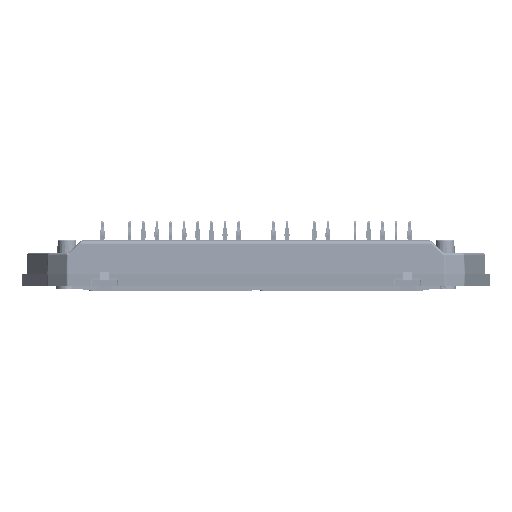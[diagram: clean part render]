
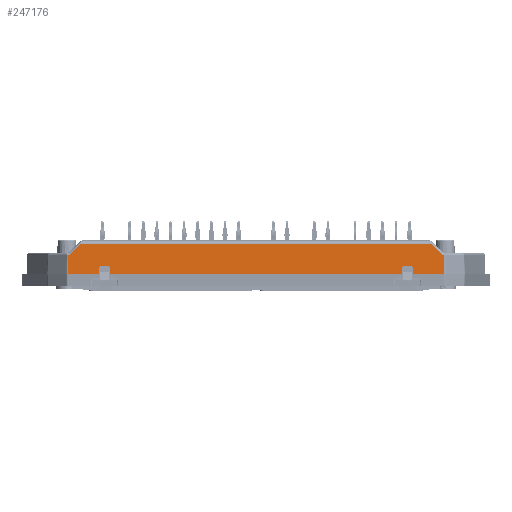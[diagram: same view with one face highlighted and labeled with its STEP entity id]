
A CAD part, front view. The second image highlights one B-rep face of the part: STEP entity #247176.
In plain terms, the highlighted planar face has unit normal (0, -0.999, 0.035).
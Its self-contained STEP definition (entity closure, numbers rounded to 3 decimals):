
#13727=PLANE('',#259508);
#22888=LINE('',#336718,#37819);
#22893=LINE('',#336732,#37824);
#22896=LINE('',#336742,#37827);
#22899=LINE('',#336747,#37830);
#22901=LINE('',#336750,#37832);
#22902=LINE('',#336774,#37833);
#23727=LINE('',#354069,#38658);
#23728=LINE('',#354071,#38659);
#23729=LINE('',#354075,#38660);
#23730=LINE('',#354079,#38661);
#23731=LINE('',#354081,#38662);
#23732=LINE('',#354083,#38663);
#23733=LINE('',#354087,#38664);
#23734=LINE('',#354089,#38665);
#37819=VECTOR('',#284381,1000.);
#37824=VECTOR('',#284394,1000.);
#37827=VECTOR('',#284405,1000.);
#37830=VECTOR('',#284410,1000.);
#37832=VECTOR('',#284414,1000.);
#37833=VECTOR('',#284423,1000.);
#38658=VECTOR('',#286858,1000.);
#38659=VECTOR('',#286861,1000.);
#38660=VECTOR('',#286864,1000.);
#38661=VECTOR('',#286867,1000.);
#38662=VECTOR('',#286868,1000.);
#38663=VECTOR('',#286869,1000.);
#38664=VECTOR('',#286872,1000.);
#38665=VECTOR('',#286873,1000.);
#68999=ORIENTED_EDGE('',*,*,#111574,.F.);
#69000=ORIENTED_EDGE('',*,*,#111575,.T.);
#69001=ORIENTED_EDGE('',*,*,#111576,.T.);
#69002=ORIENTED_EDGE('',*,*,#111577,.T.);
#69003=ORIENTED_EDGE('',*,*,#111578,.T.);
#69004=ORIENTED_EDGE('',*,*,#111579,.T.);
#69005=ORIENTED_EDGE('',*,*,#111580,.T.);
#69006=ORIENTED_EDGE('',*,*,#111581,.F.);
#69007=ORIENTED_EDGE('',*,*,#111582,.F.);
#69008=ORIENTED_EDGE('',*,*,#111583,.T.);
#69009=ORIENTED_EDGE('',*,*,#111584,.F.);
#69010=ORIENTED_EDGE('',*,*,#108553,.F.);
#69011=ORIENTED_EDGE('',*,*,#108550,.T.);
#69012=ORIENTED_EDGE('',*,*,#108548,.T.);
#69013=ORIENTED_EDGE('',*,*,#108546,.F.);
#69014=ORIENTED_EDGE('',*,*,#108543,.F.);
#69015=ORIENTED_EDGE('',*,*,#108541,.F.);
#69016=ORIENTED_EDGE('',*,*,#108538,.F.);
#69017=ORIENTED_EDGE('',*,*,#108535,.F.);
#69018=ORIENTED_EDGE('',*,*,#108531,.F.);
#108531=EDGE_CURVE('',#131312,#131313,#22888,.F.);
#108535=EDGE_CURVE('',#131313,#131316,#142266,.F.);
#108538=EDGE_CURVE('',#131316,#131318,#22893,.F.);
#108541=EDGE_CURVE('',#131318,#131320,#142268,.F.);
#108543=EDGE_CURVE('',#131320,#131321,#22896,.F.);
#108546=EDGE_CURVE('',#131321,#131287,#22899,.T.);
#108548=EDGE_CURVE('',#131322,#131287,#22901,.F.);
#108550=EDGE_CURVE('',#131323,#131322,#142269,.T.);
#108553=EDGE_CURVE('',#131323,#131324,#22902,.F.);
#111574=EDGE_CURVE('',#132923,#131312,#23727,.T.);
#111575=EDGE_CURVE('',#132923,#132924,#23728,.F.);
#111576=EDGE_CURVE('',#132924,#132925,#142300,.F.);
#111577=EDGE_CURVE('',#132925,#132926,#23729,.F.);
#111578=EDGE_CURVE('',#132926,#132927,#142301,.F.);
#111579=EDGE_CURVE('',#132927,#132928,#23730,.F.);
#111580=EDGE_CURVE('',#132928,#132929,#23731,.T.);
#111581=EDGE_CURVE('',#132930,#132929,#23732,.F.);
#111582=EDGE_CURVE('',#132931,#132930,#142302,.T.);
#111583=EDGE_CURVE('',#132931,#132932,#23733,.F.);
#111584=EDGE_CURVE('',#131324,#132932,#23734,.F.);
#131287=VERTEX_POINT('',#336582);
#131312=VERTEX_POINT('',#336717);
#131313=VERTEX_POINT('',#336719);
#131316=VERTEX_POINT('',#336727);
#131318=VERTEX_POINT('',#336733);
#131320=VERTEX_POINT('',#336739);
#131321=VERTEX_POINT('',#336743);
#131322=VERTEX_POINT('',#336751);
#131323=VERTEX_POINT('',#336769);
#131324=VERTEX_POINT('',#336773);
#132923=VERTEX_POINT('',#354068);
#132924=VERTEX_POINT('',#354072);
#132925=VERTEX_POINT('',#354074);
#132926=VERTEX_POINT('',#354076);
#132927=VERTEX_POINT('',#354078);
#132928=VERTEX_POINT('',#354080);
#132929=VERTEX_POINT('',#354082);
#132930=VERTEX_POINT('',#354084);
#132931=VERTEX_POINT('',#354086);
#132932=VERTEX_POINT('',#354088);
#142266=ELLIPSE('',#258691,0.3,0.3);
#142268=ELLIPSE('',#258695,0.3,0.3);
#142269=ELLIPSE('',#258699,1.001,1.);
#142300=ELLIPSE('',#259509,0.3,0.3);
#142301=ELLIPSE('',#259510,0.3,0.3);
#142302=ELLIPSE('',#259511,1.001,1.);
#148431=EDGE_LOOP('',(#68999,#69000,#69001,#69002,#69003,#69004,#69005,
#69006,#69007,#69008,#69009,#69010,#69011,#69012,#69013,#69014,#69015,#69016,
#69017,#69018));
#159712=FACE_BOUND('',#148431,.T.);
#247176=ADVANCED_FACE('',(#159712),#13727,.T.);
#258691=AXIS2_PLACEMENT_3D('',#336726,#284388,#284389);
#258695=AXIS2_PLACEMENT_3D('',#336738,#284400,#284401);
#258699=AXIS2_PLACEMENT_3D('',#336768,#284415,#284416);
#259508=AXIS2_PLACEMENT_3D('',#354070,#286859,#286860);
#259509=AXIS2_PLACEMENT_3D('',#354073,#286862,#286863);
#259510=AXIS2_PLACEMENT_3D('',#354077,#286865,#286866);
#259511=AXIS2_PLACEMENT_3D('',#354085,#286870,#286871);
#284381=DIRECTION('',(0.,-0.035,-0.999));
#284388=DIRECTION('',(0.,0.999,-0.035));
#284389=DIRECTION('',(0.,0.035,0.999));
#284394=DIRECTION('',(1.,0.,0.));
#284400=DIRECTION('',(0.,0.999,-0.035));
#284401=DIRECTION('',(0.,0.035,0.999));
#284405=DIRECTION('',(0.,0.035,0.999));
#284410=DIRECTION('',(-1.,0.,0.));
#284414=DIRECTION('',(0.014,0.035,0.999));
#284415=DIRECTION('',(0.,0.999,-0.035));
#284416=DIRECTION('',(0.,0.035,0.999));
#284423=DIRECTION('',(-0.723,-0.024,-0.691));
#286858=DIRECTION('',(-1.,0.,0.));
#286859=DIRECTION('',(0.,-0.999,0.035));
#286860=DIRECTION('',(0.,0.035,0.999));
#286861=DIRECTION('',(0.,-0.035,-0.999));
#286862=DIRECTION('',(0.,-0.999,0.035));
#286863=DIRECTION('',(0.,0.035,0.999));
#286864=DIRECTION('',(-1.,0.,0.));
#286865=DIRECTION('',(0.,-0.999,0.035));
#286866=DIRECTION('',(0.,0.035,0.999));
#286867=DIRECTION('',(0.,0.035,0.999));
#286868=DIRECTION('',(1.,0.,0.));
#286869=DIRECTION('',(-0.014,0.035,0.999));
#286870=DIRECTION('',(0.,-0.999,0.035));
#286871=DIRECTION('',(0.,0.035,0.999));
#286872=DIRECTION('',(0.723,-0.024,-0.691));
#286873=DIRECTION('',(-1.,0.,0.));
#336582=CARTESIAN_POINT('',(-44.2,-31.,3.515));
#336717=CARTESIAN_POINT('',(-34.326,-31.,3.515));
#336718=CARTESIAN_POINT('',(-34.326,-31.,3.515));
#336719=CARTESIAN_POINT('',(-34.326,-30.951,4.919));
#336726=CARTESIAN_POINT('',(-34.626,-30.951,4.919));
#336727=CARTESIAN_POINT('',(-34.626,-30.94,5.219));
#336732=CARTESIAN_POINT('',(-49.7,-30.94,5.219));
#336733=CARTESIAN_POINT('',(-36.526,-30.94,5.219));
#336738=CARTESIAN_POINT('',(-36.526,-30.951,4.919));
#336739=CARTESIAN_POINT('',(-36.826,-30.951,4.919));
#336742=CARTESIAN_POINT('',(-36.826,-31.,3.515));
#336743=CARTESIAN_POINT('',(-36.826,-31.,3.515));
#336747=CARTESIAN_POINT('',(-49.7,-31.,3.515));
#336750=CARTESIAN_POINT('',(-44.2,-31.,3.512));
#336751=CARTESIAN_POINT('',(-44.141,-30.849,7.841));
#336768=CARTESIAN_POINT('',(-44.271,-30.814,8.832));
#336769=CARTESIAN_POINT('',(-43.58,-30.84,8.109));
#336773=CARTESIAN_POINT('',(-41.235,-30.761,10.35));
#336774=CARTESIAN_POINT('',(-41.603,-30.774,9.998));
#354068=CARTESIAN_POINT('',(34.326,-31.,3.515));
#354069=CARTESIAN_POINT('',(-49.7,-31.,3.515));
#354070=CARTESIAN_POINT('',(-49.7,-31.,3.515));
#354071=CARTESIAN_POINT('',(34.326,-31.,3.515));
#354072=CARTESIAN_POINT('',(34.326,-30.951,4.919));
#354073=CARTESIAN_POINT('',(34.626,-30.951,4.919));
#354074=CARTESIAN_POINT('',(34.626,-30.94,5.219));
#354075=CARTESIAN_POINT('',(49.7,-30.94,5.219));
#354076=CARTESIAN_POINT('',(36.526,-30.94,5.219));
#354077=CARTESIAN_POINT('',(36.526,-30.951,4.919));
#354078=CARTESIAN_POINT('',(36.826,-30.951,4.919));
#354079=CARTESIAN_POINT('',(36.826,-31.,3.515));
#354080=CARTESIAN_POINT('',(36.826,-31.,3.515));
#354081=CARTESIAN_POINT('',(49.7,-31.,3.515));
#354082=CARTESIAN_POINT('',(44.2,-31.,3.515));
#354083=CARTESIAN_POINT('',(44.2,-31.,3.512));
#354084=CARTESIAN_POINT('',(44.141,-30.849,7.841));
#354085=CARTESIAN_POINT('',(44.271,-30.814,8.832));
#354086=CARTESIAN_POINT('',(43.58,-30.84,8.109));
#354087=CARTESIAN_POINT('',(41.603,-30.774,9.998));
#354088=CARTESIAN_POINT('',(41.235,-30.761,10.35));
#354089=CARTESIAN_POINT('',(0.,-30.761,10.35));
